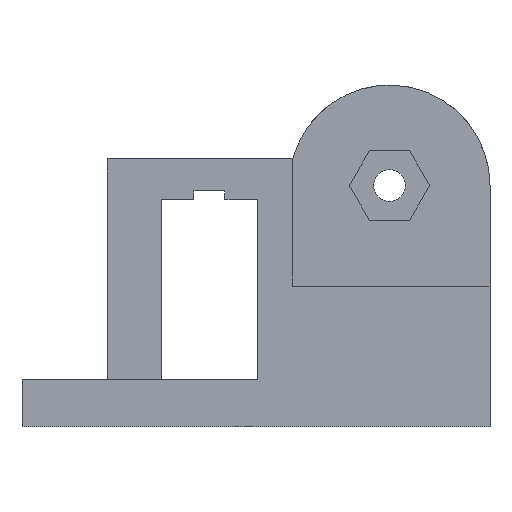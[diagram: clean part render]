
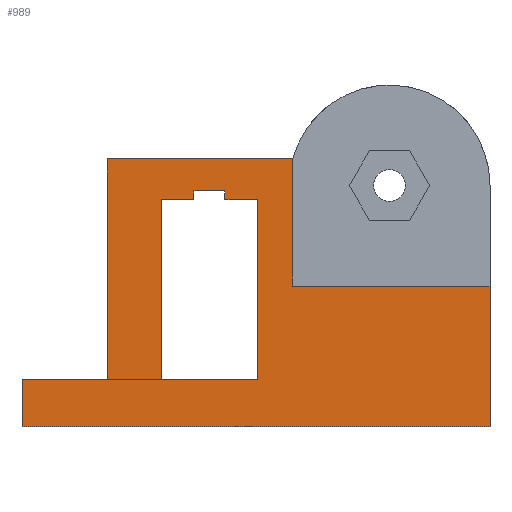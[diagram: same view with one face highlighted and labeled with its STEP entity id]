
A CAD part, front view. The second image highlights one B-rep face of the part: STEP entity #989.
In plain terms, the highlighted planar face has unit normal (0, -1, 0).
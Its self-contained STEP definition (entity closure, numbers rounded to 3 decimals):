
#55=PLANE('',#1075);
#99=FACE_OUTER_BOUND('',#157,.T.);
#157=EDGE_LOOP('',(#796,#797,#798,#799,#800,#801,#802,#803,#804,#805,#806,
#807,#808,#809,#810,#811));
#205=LINE('',#1444,#314);
#243=LINE('',#1536,#352);
#247=LINE('',#1546,#356);
#249=LINE('',#1550,#358);
#252=LINE('',#1555,#361);
#253=LINE('',#1559,#362);
#256=LINE('',#1564,#365);
#258=LINE('',#1568,#367);
#260=LINE('',#1571,#369);
#261=LINE('',#1572,#370);
#262=LINE('',#1574,#371);
#263=LINE('',#1576,#372);
#264=LINE('',#1578,#373);
#265=LINE('',#1580,#374);
#266=LINE('',#1582,#375);
#267=LINE('',#1583,#376);
#314=VECTOR('',#1163,10.);
#352=VECTOR('',#1235,10.);
#356=VECTOR('',#1245,10.);
#358=VECTOR('',#1249,10.);
#361=VECTOR('',#1254,10.);
#362=VECTOR('',#1257,10.);
#365=VECTOR('',#1262,10.);
#367=VECTOR('',#1266,10.);
#369=VECTOR('',#1270,10.);
#370=VECTOR('',#1271,10.);
#371=VECTOR('',#1272,10.);
#372=VECTOR('',#1273,10.);
#373=VECTOR('',#1274,10.);
#374=VECTOR('',#1275,10.);
#375=VECTOR('',#1276,10.);
#376=VECTOR('',#1277,10.);
#462=VERTEX_POINT('',#1438);
#464=VERTEX_POINT('',#1442);
#501=VERTEX_POINT('',#1535);
#503=VERTEX_POINT('',#1543);
#504=VERTEX_POINT('',#1545);
#505=VERTEX_POINT('',#1549);
#506=VERTEX_POINT('',#1553);
#507=VERTEX_POINT('',#1557);
#508=VERTEX_POINT('',#1558);
#509=VERTEX_POINT('',#1563);
#510=VERTEX_POINT('',#1567);
#511=VERTEX_POINT('',#1573);
#512=VERTEX_POINT('',#1575);
#513=VERTEX_POINT('',#1577);
#514=VERTEX_POINT('',#1579);
#515=VERTEX_POINT('',#1581);
#562=EDGE_CURVE('',#462,#464,#205,.F.);
#607=EDGE_CURVE('',#462,#501,#243,.T.);
#612=EDGE_CURVE('',#504,#503,#247,.T.);
#614=EDGE_CURVE('',#505,#504,#249,.F.);
#617=EDGE_CURVE('',#503,#506,#252,.T.);
#618=EDGE_CURVE('',#507,#508,#253,.T.);
#621=EDGE_CURVE('',#508,#509,#256,.T.);
#623=EDGE_CURVE('',#510,#507,#258,.T.);
#625=EDGE_CURVE('',#464,#505,#260,.F.);
#626=EDGE_CURVE('',#506,#510,#261,.T.);
#627=EDGE_CURVE('',#509,#511,#262,.T.);
#628=EDGE_CURVE('',#511,#512,#263,.T.);
#629=EDGE_CURVE('',#512,#513,#264,.T.);
#630=EDGE_CURVE('',#513,#514,#265,.F.);
#631=EDGE_CURVE('',#515,#514,#266,.T.);
#632=EDGE_CURVE('',#515,#501,#267,.T.);
#796=ORIENTED_EDGE('',*,*,#607,.F.);
#797=ORIENTED_EDGE('',*,*,#562,.T.);
#798=ORIENTED_EDGE('',*,*,#625,.T.);
#799=ORIENTED_EDGE('',*,*,#614,.T.);
#800=ORIENTED_EDGE('',*,*,#612,.T.);
#801=ORIENTED_EDGE('',*,*,#617,.T.);
#802=ORIENTED_EDGE('',*,*,#626,.T.);
#803=ORIENTED_EDGE('',*,*,#623,.T.);
#804=ORIENTED_EDGE('',*,*,#618,.T.);
#805=ORIENTED_EDGE('',*,*,#621,.T.);
#806=ORIENTED_EDGE('',*,*,#627,.T.);
#807=ORIENTED_EDGE('',*,*,#628,.T.);
#808=ORIENTED_EDGE('',*,*,#629,.T.);
#809=ORIENTED_EDGE('',*,*,#630,.T.);
#810=ORIENTED_EDGE('',*,*,#631,.F.);
#811=ORIENTED_EDGE('',*,*,#632,.T.);
#989=ADVANCED_FACE('',(#99),#55,.T.);
#1075=AXIS2_PLACEMENT_3D('',#1570,#1268,#1269);
#1163=DIRECTION('',(0.,0.,-1.));
#1235=DIRECTION('',(1.,0.,0.));
#1245=DIRECTION('',(1.,0.,0.));
#1249=DIRECTION('',(0.,0.,1.));
#1254=DIRECTION('',(0.,0.,1.));
#1257=DIRECTION('',(1.,0.,0.));
#1262=DIRECTION('',(0.,0.,-1.));
#1266=DIRECTION('',(0.,0.,1.));
#1268=DIRECTION('center_axis',(0.,-1.,0.));
#1269=DIRECTION('ref_axis',(-1.,0.,0.));
#1270=DIRECTION('',(1.,0.,0.));
#1271=DIRECTION('',(1.,0.,0.));
#1272=DIRECTION('',(1.,0.,0.));
#1273=DIRECTION('',(0.,0.,-1.));
#1274=DIRECTION('',(-1.,0.,0.));
#1275=DIRECTION('',(0.,0.,1.));
#1276=DIRECTION('',(-1.,0.,0.));
#1277=DIRECTION('',(0.,0.,1.));
#1438=CARTESIAN_POINT('',(64.534,-32.3,-12.014));
#1442=CARTESIAN_POINT('',(64.534,-32.3,4.424));
#1444=CARTESIAN_POINT('',(64.534,-32.3,-2.72));
#1535=CARTESIAN_POINT('',(90.071,-32.3,-12.014));
#1536=CARTESIAN_POINT('',(90.071,-32.3,-12.014));
#1543=CARTESIAN_POINT('',(47.523,-32.3,-24.151));
#1545=CARTESIAN_POINT('',(40.523,-32.3,-24.151));
#1546=CARTESIAN_POINT('',(47.523,-32.3,-24.151));
#1549=CARTESIAN_POINT('',(40.523,-32.3,4.424));
#1550=CARTESIAN_POINT('',(40.523,-32.3,-11.076));
#1553=CARTESIAN_POINT('',(47.523,-32.3,-0.826));
#1555=CARTESIAN_POINT('',(47.523,-32.3,4.424));
#1557=CARTESIAN_POINT('',(51.773,-32.3,0.299));
#1558=CARTESIAN_POINT('',(55.773,-32.3,0.299));
#1559=CARTESIAN_POINT('',(54.773,-32.3,0.299));
#1563=CARTESIAN_POINT('',(55.773,-32.3,-0.826));
#1564=CARTESIAN_POINT('',(55.773,-32.3,-13.701));
#1567=CARTESIAN_POINT('',(51.773,-32.3,-0.826));
#1568=CARTESIAN_POINT('',(51.773,-32.3,-13.138));
#1570=CARTESIAN_POINT('Origin',(53.773,-32.3,-26.576));
#1571=CARTESIAN_POINT('',(51.773,-32.3,4.424));
#1572=CARTESIAN_POINT('',(60.023,-32.3,-0.826));
#1573=CARTESIAN_POINT('',(60.023,-32.3,-0.826));
#1574=CARTESIAN_POINT('',(60.023,-32.3,-0.826));
#1575=CARTESIAN_POINT('',(60.023,-32.3,-24.152));
#1576=CARTESIAN_POINT('',(60.023,-32.3,-25.364));
#1577=CARTESIAN_POINT('',(29.523,-32.3,-24.152));
#1578=CARTESIAN_POINT('',(50.273,-32.3,-24.152));
#1579=CARTESIAN_POINT('',(29.523,-32.3,-30.25));
#1580=CARTESIAN_POINT('',(29.523,-32.3,-27.576));
#1581=CARTESIAN_POINT('',(90.071,-32.3,-30.25));
#1582=CARTESIAN_POINT('',(90.071,-32.3,-30.25));
#1583=CARTESIAN_POINT('',(90.071,-32.3,-30.25));
